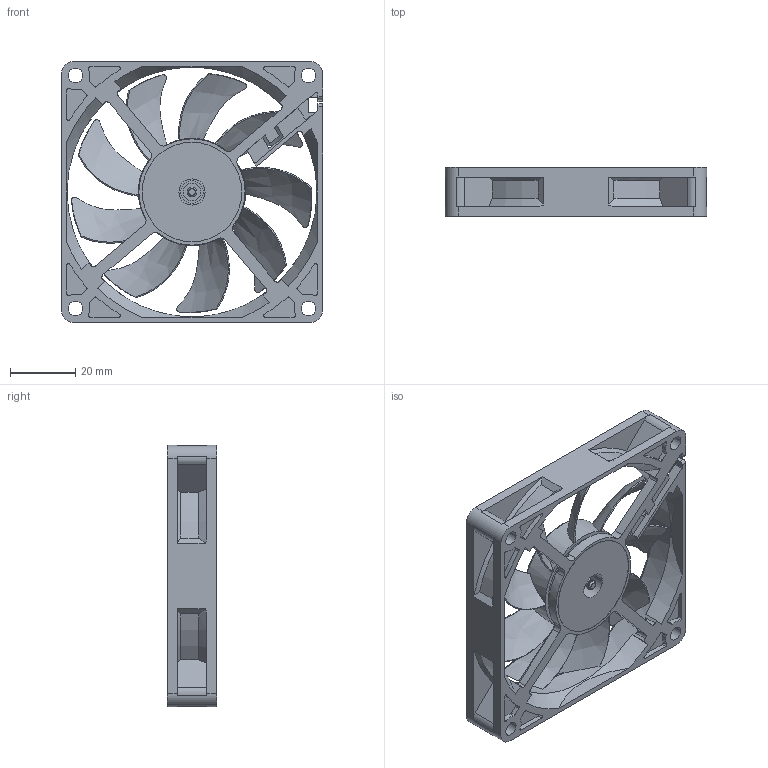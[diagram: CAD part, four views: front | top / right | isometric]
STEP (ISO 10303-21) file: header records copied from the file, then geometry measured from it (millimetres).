
FILE_DESCRIPTION((''),'2;1');
FILE_NAME('8015_ASM','2019-05-02T',('Administrator'),(''),'PRO/ENGINEER BY PARAMETRIC TECHNOLOGY CORPORATION, 2009440','PRO/ENGINEER BY PARAMETRIC TECHNOLOGY CORPORATION, 2009440','');
FILE_SCHEMA(('CONFIG_CONTROL_DESIGN'));
Length unit declared in the file: millimetre
Products named in the file (3): 8015-2BSHANK; 8015-2BSHANYE; 8015_ASM
Assembly tree (2 placements, depth 2):
  8015_ASM
    8015-2BSHANK
    8015-2BSHANYE
Bounding box: 80 x 15 x 80 mm (x, y, z)
Volume: 22893.2 mm3; surface area: 27643.3 mm2
Topology: 2 solids, 2 shells, 515 faces, 1430 edges, 943 vertices
Faces by surface type: cylinder 226, plane 187, bspline 51, cone 33, torus 18
Entity records: 19427 total; most frequent: CARTESIAN_POINT 6171, ORIENTED_EDGE 2860, DIRECTION 2716, EDGE_CURVE 1430, AXIS2_PLACEMENT_3D 1052, VERTEX_POINT 943, VECTOR 612, LINE 612
